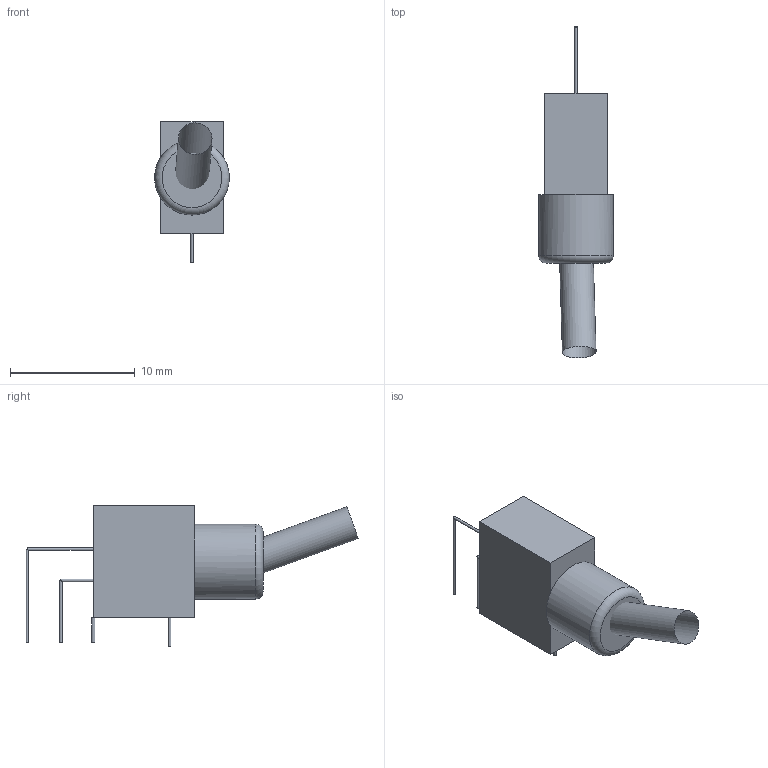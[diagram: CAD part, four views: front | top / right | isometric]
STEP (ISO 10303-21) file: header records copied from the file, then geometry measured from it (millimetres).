
FILE_DESCRIPTION(/* description */ (''),/* implementation_level */ '2;1');
FILE_NAME(/* name */ '2MS1-T1-B4-M7-Q-E-S v1.step',/* time_stamp */ '2020-08-12T00:52:16+09:00',/* author */ (''),/* organization */ (''),/* preprocessor_version */ 'ST-DEVELOPER v18',/* originating_system */ 'Autodesk Translation Framework v8.12.0.6',/* authorisation */ '');
FILE_SCHEMA (('AUTOMOTIVE_DESIGN { 1 0 10303 214 3 1 1 }'));
Length unit declared in the file: millimetre
Products named in the file (1): 3P Toggle SW (2MS1-T1-B4-M7-Q-E-S)
Bounding box: 6 x 26.65 x 11.3 mm (x, y, z)
Volume: 520.8 mm3; surface area: 511.5 mm2
Topology: 1 solids, 2 shells, 28 faces, 55 edges, 32 vertices
Faces by surface type: plane 19, cylinder 8, torus 1
Full cylindrical faces by diameter (mm): 0.197 x1, 0.2 x4, 0.259 x1, 2.705 x1, 6 x1
Entity records: 748 total; most frequent: DIRECTION 140, CARTESIAN_POINT 116, ORIENTED_EDGE 108, AXIS2_PLACEMENT_3D 56, EDGE_CURVE 55, VERTEX_POINT 32, EDGE_LOOP 31, LINE 28
